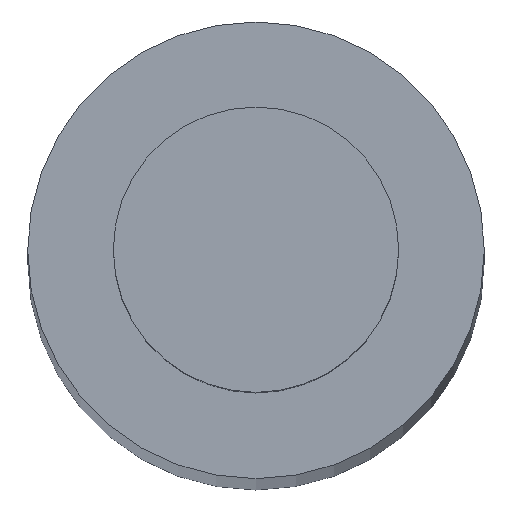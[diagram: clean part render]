
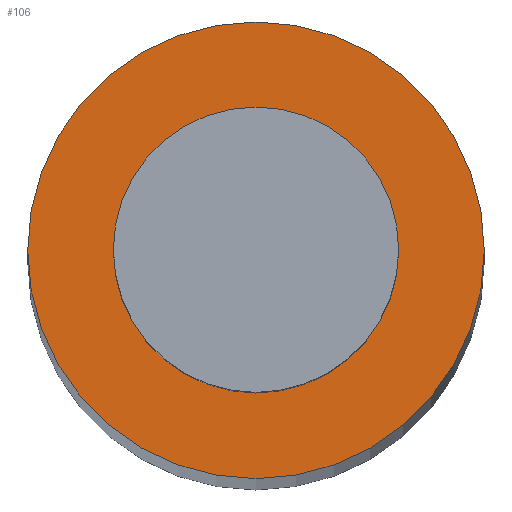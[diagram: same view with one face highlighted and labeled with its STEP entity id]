
A CAD part, top view. The second image highlights one B-rep face of the part: STEP entity #106.
In plain terms, the highlighted planar face has unit normal (0, 0, 1).
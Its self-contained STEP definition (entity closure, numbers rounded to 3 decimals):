
#27=CARTESIAN_POINT('POINT3',(-0.25,0.,6.4))
   ;
#28=VERTEX_POINT('VERTEX3',#27);
#29=CARTESIAN_POINT('POINT4',(0.25,0.,6.4))
   ;
#30=VERTEX_POINT('VERTEX4',#29);
#31=CARTESIAN_POINT('POS4',(0.,0.
   ,6.4));
#32=DIRECTION('DIR7',(0.,0.,1.));
#33=DIRECTION('DIR8',(-1.,0.,0.));
#34=AXIS2_PLACEMENT_3D('AXIS4',#31,#32,#33);
#35=CIRCLE('ELLIPSE3',#34,0.25);
#36=EDGE_CURVE('EDGE3',#28,#30,#35,.T.);
#61=CARTESIAN_POINT('POS8',(0.,0.,6.4));
#62=DIRECTION('DIR13',(0.,0.,-1.));
#63=DIRECTION('DIR14',(-1.,0.,0.));
#64=AXIS2_PLACEMENT_3D('AXIS6',#61,#62,#63);
#65=CIRCLE('ELLIPSE4',#64,0.25);
#66=EDGE_CURVE('EDGE6',#28,#30,#65,.T.);
#77=CARTESIAN_POINT('POINT5',(-0.4,0.,6.4))
   ;
#78=VERTEX_POINT('VERTEX5',#77);
#79=CARTESIAN_POINT('POINT6',(0.4,0.,6.4));
#80=VERTEX_POINT('VERTEX6',#79);
#81=CARTESIAN_POINT('POS10',(0.,0.,6.4));
#82=DIRECTION('DIR17',(0.,0.,1.));
#83=DIRECTION('DIR18',(-1.,0.,0.));
#84=AXIS2_PLACEMENT_3D('AXIS8',#81,#82,#83);
#85=CIRCLE('ELLIPSE5',#84,0.4);
#86=EDGE_CURVE('EDGE7',#78,#80,#85,.T.);
#87=ORIENTED_EDGE('COEDGE11',*,*,#86,.T.);
#88=CARTESIAN_POINT('POS11',(0.,0.,6.4));
#89=DIRECTION('DIR19',(0.,0.,-1.));
#90=DIRECTION('DIR20',(-1.,0.,0.));
#91=AXIS2_PLACEMENT_3D('AXIS9',#88,#89,#90);
#92=CIRCLE('ELLIPSE6',#91,0.4);
#93=EDGE_CURVE('EDGE8',#78,#80,#92,.T.);
#94=ORIENTED_EDGE('COEDGE12',*,*,#93,.F.);
#95=EDGE_LOOP('NONE',(#87,#94));
#96=FACE_BOUND('LOOP1',#95,.T.);
#97=ORIENTED_EDGE('COEDGE13',*,*,#66,.T.);
#98=ORIENTED_EDGE('COEDGE14',*,*,#36,.F.);
#99=EDGE_LOOP('NONE',(#97,#98));
#100=FACE_BOUND('LOOP1',#99,.T.);
#101=CARTESIAN_POINT('POS12',(0.,0.,6.4));
#102=DIRECTION('DIR21',(0.,0.,-1.));
#103=DIRECTION('DIR22',(1.,0.,0.));
#104=AXIS2_PLACEMENT_3D('AXIS10',#101,#102,#103);
#105=PLANE('PLANE2',#104);
#106=ADVANCED_FACE('FACE4',(#96,#100),#105,.F.);
